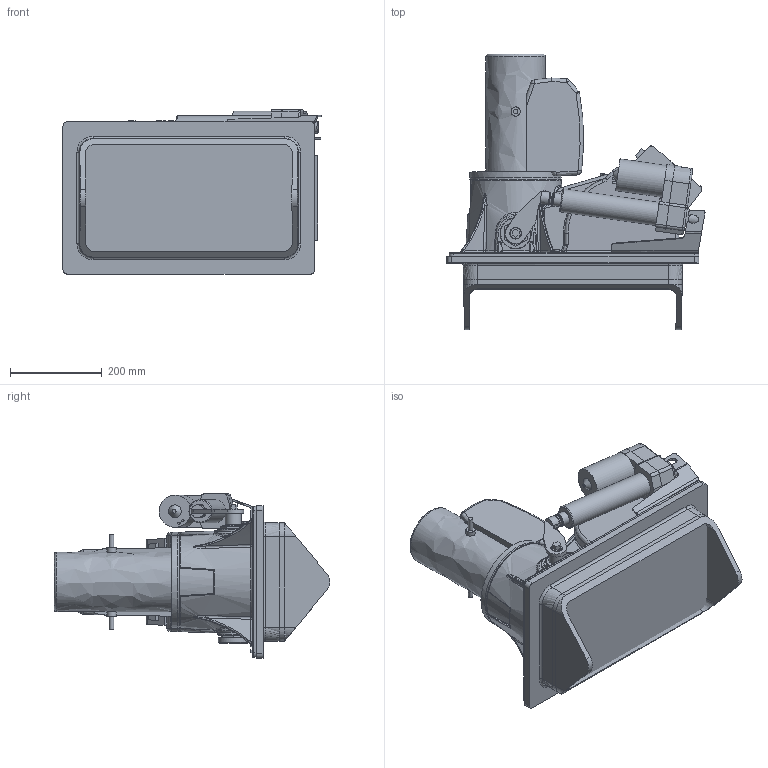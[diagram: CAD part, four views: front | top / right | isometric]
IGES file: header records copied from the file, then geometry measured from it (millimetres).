
Global section: file name: SRV80-185T IN; native system: Autodesk Inventor 2015; preprocessor: unknown; author: Elvira H.; date: 20160119.101309; units: millimetre
Bounding box: 563.54 x 601.4 x 359 mm (x, y, z)
Volume: 28721528.8 mm3; surface area: 1587521.3 mm2
Topology: 4 solids, 4 shells, 1536 faces, 3920 edges, 2396 vertices
Faces by surface type: bspline 1536
